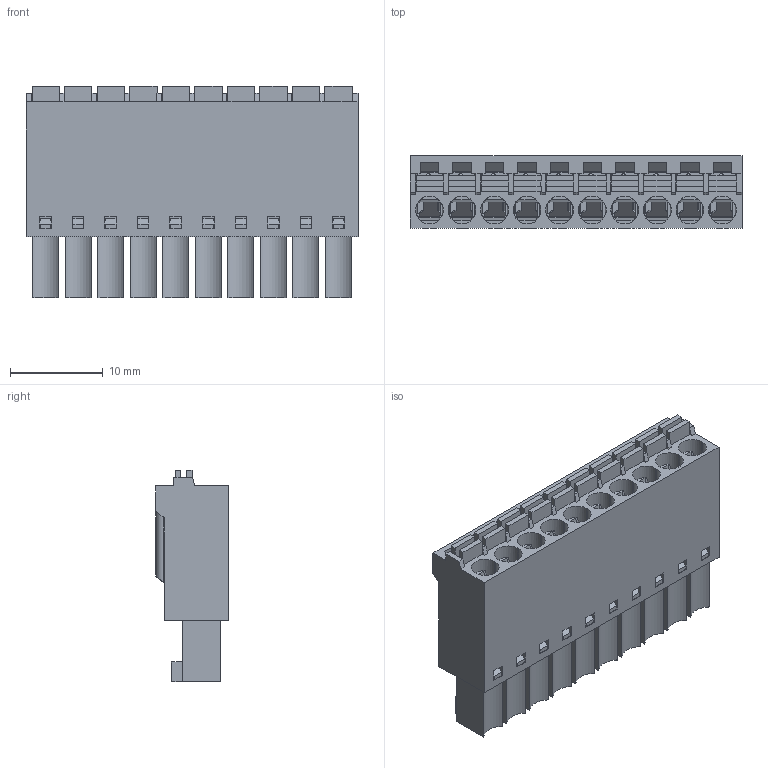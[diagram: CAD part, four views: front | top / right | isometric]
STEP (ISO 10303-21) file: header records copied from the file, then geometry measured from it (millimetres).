
FILE_DESCRIPTION(/* description */ ('Unknown'),/* implementation_level */ '2;1');
FILE_NAME(/* name */ '691304100010',/* time_stamp */ '2020-07-08T11:39:29+02:00',/* author */ ('Unknown'),/* organization */ ('Unknown'),/* preprocessor_version */ 'ST-DEVELOPER v16.7',/* originating_system */ 'DEX',/* authorisation */ $);
FILE_SCHEMA (('AUTOMOTIVE_DESIGN {1 0 10303 214 3 1 1}'));
Length unit declared in the file: millimetre
Products named in the file (6): 691304100010; 691304100010_Bas; 6913041000xx_Lamelle; 6913041000xx_Pin; 6913041000xx_Levier
Assembly tree (32 placements, depth 2):
  691304100010
    691304100010
    691304100010_Bas
    6913041000xx_Lamelle  x10
    6913041000xx_Pin  x10
    6913041000xx_Levier  x10
Bounding box: 35.72 x 7.8 x 22.8 mm (x, y, z)
Volume: 2794 mm3; surface area: 10392.4 mm2
Topology: 32 solids, 32 shells, 2858 faces, 8052 edges, 5258 vertices
Faces by surface type: plane 2228, cylinder 580, cone 50
Full cylindrical faces by diameter (mm): 1.2 x10
Entity records: 50088 total; most frequent: CARTESIAN_POINT 9331, ORIENTED_EDGE 8806, DIRECTION 7903, EDGE_CURVE 4403, LINE 3851, VECTOR 3851, VERTEX_POINT 2934, AXIS2_PLACEMENT_3D 2026
